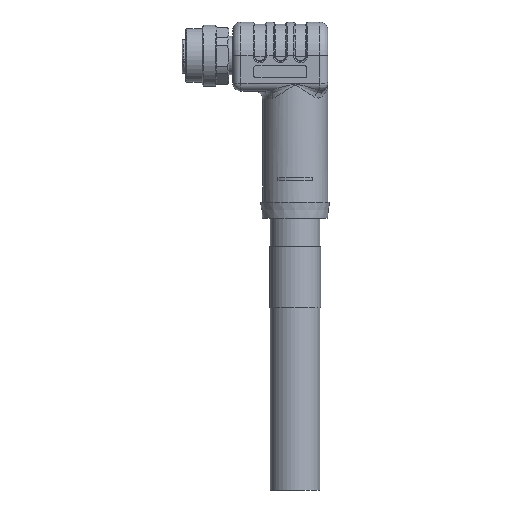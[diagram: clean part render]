
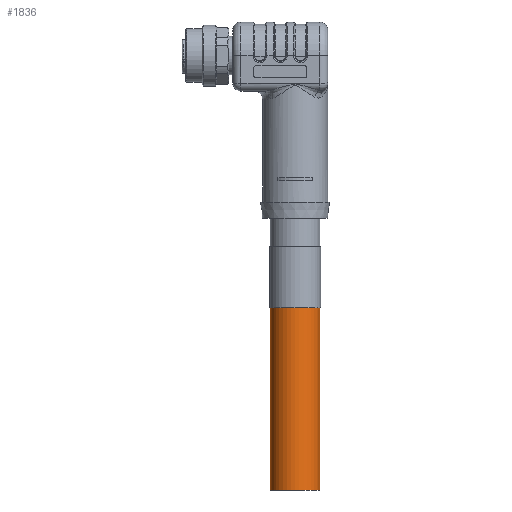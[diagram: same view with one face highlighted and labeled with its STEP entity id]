
A CAD part, left-side view. The second image highlights one B-rep face of the part: STEP entity #1836.
In plain terms, the highlighted cylindrical face has radius 6.1 mm (diameter 12.2 mm), a full revolution.
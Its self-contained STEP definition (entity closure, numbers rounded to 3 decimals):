
#1517=CYLINDRICAL_SURFACE('',#5763,6.1);
#1836=ADVANCED_FACE('',(#1936,#1937),#1517,.T.);
#1936=FACE_BOUND('',#2306,.T.);
#1937=FACE_BOUND('',#2307,.T.);
#2306=EDGE_LOOP('',(#3792));
#2307=EDGE_LOOP('',(#3793));
#3792=ORIENTED_EDGE('',*,*,#5011,.F.);
#3793=ORIENTED_EDGE('',*,*,#5009,.T.);
#4266=VERTEX_POINT('',#10268);
#4268=VERTEX_POINT('',#10274);
#5009=EDGE_CURVE('',#4266,#4266,#5248,.T.);
#5011=EDGE_CURVE('',#4268,#4268,#5250,.T.);
#5248=CIRCLE('',#5757,6.1);
#5250=CIRCLE('',#5761,6.1);
#5757=AXIS2_PLACEMENT_3D('',#10267,#7143,#7144);
#5761=AXIS2_PLACEMENT_3D('',#10273,#7151,#7152);
#5763=AXIS2_PLACEMENT_3D('',#10276,#7155,#7156);
#7143=DIRECTION('',(0.,0.,-1.));
#7144=DIRECTION('',(-1.,0.,0.));
#7151=DIRECTION('',(0.,0.,-1.));
#7152=DIRECTION('',(0.,1.,0.));
#7155=DIRECTION('',(0.,0.,-1.));
#7156=DIRECTION('',(-1.,0.,0.));
#10267=CARTESIAN_POINT('',(0.,0.,0.));
#10268=CARTESIAN_POINT('',(-6.1,0.,0.));
#10273=CARTESIAN_POINT('',(0.,0.,-44.706));
#10274=CARTESIAN_POINT('',(0.,6.1,-44.706));
#10276=CARTESIAN_POINT('',(0.,0.,40.294));
